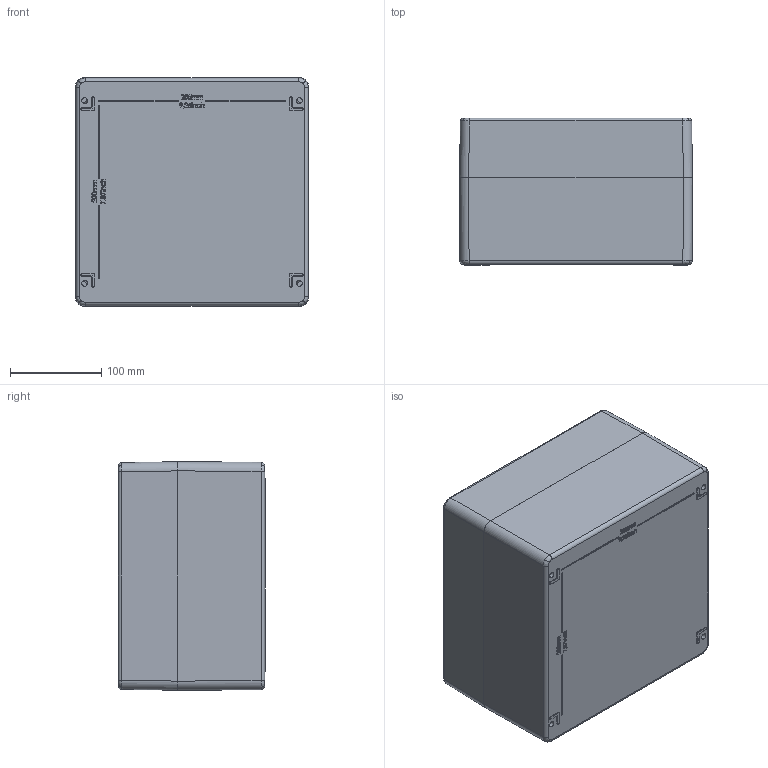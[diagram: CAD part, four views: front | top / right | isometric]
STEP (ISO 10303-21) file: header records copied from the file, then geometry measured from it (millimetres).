
FILE_DESCRIPTION (( 'STEP AP214' ), '1' );
FILE_NAME ('26252616.STEP', '2017-06-08T12:49:23', ( 'Macha' ), ( 'Hewlett-Packard Company' ), 'SwSTEP 2.0', 'SolidWorks 2015', '' );
FILE_SCHEMA (( 'AUTOMOTIVE_DESIGN' ));
Length unit declared in the file: millimetre
Products named in the file (9): 92684; 82015_950; 93137; 23411-Deckel; 23141-Unterteil; 86222; 86224; 26252616
Assembly tree (19 placements, depth 3):
  26252616
    23141-Unterteil
      23141-Unterteil
      86224  x4
      86222  x6
    23411-Deckel
    93137  x4
    82015_950
    92684
Bounding box: 255 x 161 x 250 mm (x, y, z)
Volume: 1917863.6 mm3; surface area: 597212.4 mm2
Topology: 18 solids, 18 shells, 1693 faces, 4206 edges, 2638 vertices
Faces by surface type: plane 731, bspline 380, cylinder 274, cone 204, torus 104
Entity records: 55304 total; most frequent: CARTESIAN_POINT 25956, ORIENTED_EDGE 6628, DIRECTION 5034, EDGE_CURVE 3314, VERTEX_POINT 2100, VECTOR 1798, LINE 1798, AXIS2_PLACEMENT_3D 1618
